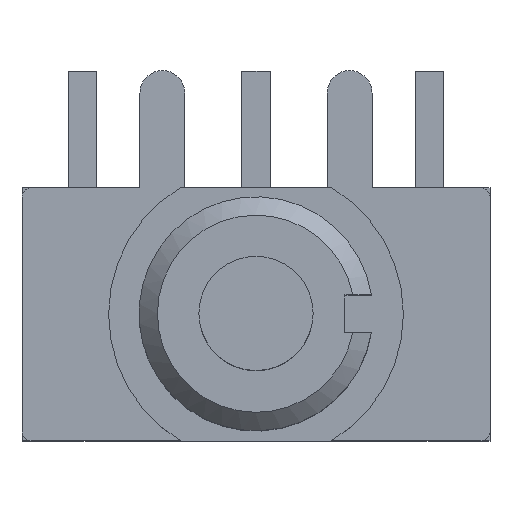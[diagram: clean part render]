
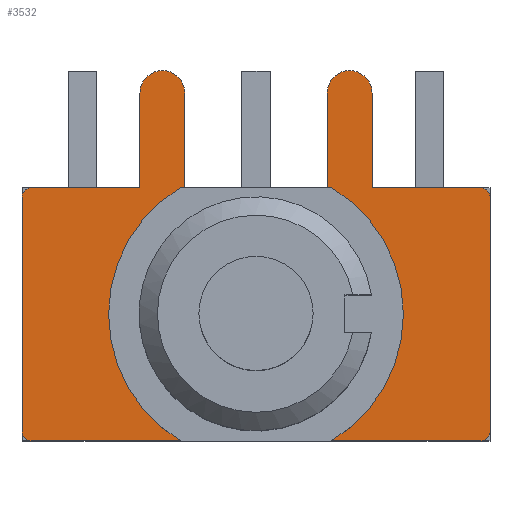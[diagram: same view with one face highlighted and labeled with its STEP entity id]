
A CAD part, top view. The second image highlights one B-rep face of the part: STEP entity #3532.
In plain terms, the highlighted planar face has unit normal (0, 0, 1).
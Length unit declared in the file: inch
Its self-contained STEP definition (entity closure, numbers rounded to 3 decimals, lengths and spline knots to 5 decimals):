
#200=PLANE('',#3882);
#404=FACE_OUTER_BOUND('',#613,.T.);
#613=EDGE_LOOP('',(#3254,#3255,#3256,#3257,#3258,#3259,#3260,#3261,#3262,
#3263,#3264,#3265,#3266,#3267,#3268,#3269));
#958=LINE('',#5843,#1334);
#971=LINE('',#5881,#1347);
#974=LINE('',#5889,#1350);
#976=LINE('',#5895,#1352);
#978=LINE('',#5899,#1354);
#981=LINE('',#5907,#1357);
#983=LINE('',#5911,#1359);
#985=LINE('',#5915,#1361);
#988=LINE('',#5923,#1364);
#989=LINE('',#5925,#1365);
#1334=VECTOR('',#4823,0.3937);
#1347=VECTOR('',#4854,0.3937);
#1350=VECTOR('',#4863,0.3937);
#1352=VECTOR('',#4871,0.3937);
#1354=VECTOR('',#4875,0.3937);
#1357=VECTOR('',#4884,0.3937);
#1359=VECTOR('',#4888,0.3937);
#1361=VECTOR('',#4892,0.3937);
#1364=VECTOR('',#4901,0.3937);
#1365=VECTOR('',#4904,0.3937);
#1454=CIRCLE('',#3855,0.00984);
#1460=CIRCLE('',#3864,0.00984);
#1461=CIRCLE('',#3867,0.00984);
#1462=CIRCLE('',#3870,0.00984);
#1463=CIRCLE('',#3874,0.02402);
#1464=CIRCLE('',#3879,0.02402);
#1749=VERTEX_POINT('',#5833);
#1750=VERTEX_POINT('',#5835);
#1752=VERTEX_POINT('',#5841);
#1766=VERTEX_POINT('',#5873);
#1767=VERTEX_POINT('',#5875);
#1768=VERTEX_POINT('',#5879);
#1769=VERTEX_POINT('',#5883);
#1770=VERTEX_POINT('',#5887);
#1771=VERTEX_POINT('',#5891);
#1772=VERTEX_POINT('',#5897);
#1773=VERTEX_POINT('',#5901);
#1774=VERTEX_POINT('',#5905);
#1775=VERTEX_POINT('',#5909);
#1776=VERTEX_POINT('',#5913);
#1777=VERTEX_POINT('',#5917);
#1778=VERTEX_POINT('',#5921);
#2230=EDGE_CURVE('',#1749,#1750,#1454,.T.);
#2234=EDGE_CURVE('',#1752,#1749,#958,.T.);
#2250=EDGE_CURVE('',#1766,#1767,#1460,.T.);
#2253=EDGE_CURVE('',#1768,#1766,#971,.T.);
#2255=EDGE_CURVE('',#1769,#1752,#1461,.T.);
#2257=EDGE_CURVE('',#1770,#1769,#974,.T.);
#2259=EDGE_CURVE('',#1771,#1770,#1462,.T.);
#2260=EDGE_CURVE('',#1767,#1771,#976,.T.);
#2262=EDGE_CURVE('',#1772,#1768,#978,.T.);
#2264=EDGE_CURVE('',#1773,#1772,#1463,.T.);
#2266=EDGE_CURVE('',#1774,#1773,#981,.T.);
#2268=EDGE_CURVE('',#1775,#1774,#983,.T.);
#2270=EDGE_CURVE('',#1776,#1775,#985,.T.);
#2272=EDGE_CURVE('',#1777,#1776,#1464,.T.);
#2274=EDGE_CURVE('',#1778,#1777,#988,.T.);
#2275=EDGE_CURVE('',#1750,#1778,#989,.T.);
#3254=ORIENTED_EDGE('',*,*,#2230,.F.);
#3255=ORIENTED_EDGE('',*,*,#2234,.F.);
#3256=ORIENTED_EDGE('',*,*,#2255,.F.);
#3257=ORIENTED_EDGE('',*,*,#2257,.F.);
#3258=ORIENTED_EDGE('',*,*,#2259,.F.);
#3259=ORIENTED_EDGE('',*,*,#2260,.F.);
#3260=ORIENTED_EDGE('',*,*,#2250,.F.);
#3261=ORIENTED_EDGE('',*,*,#2253,.F.);
#3262=ORIENTED_EDGE('',*,*,#2262,.F.);
#3263=ORIENTED_EDGE('',*,*,#2264,.F.);
#3264=ORIENTED_EDGE('',*,*,#2266,.F.);
#3265=ORIENTED_EDGE('',*,*,#2268,.F.);
#3266=ORIENTED_EDGE('',*,*,#2270,.F.);
#3267=ORIENTED_EDGE('',*,*,#2272,.F.);
#3268=ORIENTED_EDGE('',*,*,#2274,.F.);
#3269=ORIENTED_EDGE('',*,*,#2275,.F.);
#3532=ADVANCED_FACE('',(#404),#200,.F.);
#3855=AXIS2_PLACEMENT_3D('',#5836,#4816,#4817);
#3864=AXIS2_PLACEMENT_3D('',#5876,#4848,#4849);
#3867=AXIS2_PLACEMENT_3D('',#5885,#4858,#4859);
#3870=AXIS2_PLACEMENT_3D('',#5893,#4867,#4868);
#3874=AXIS2_PLACEMENT_3D('',#5903,#4879,#4880);
#3879=AXIS2_PLACEMENT_3D('',#5919,#4896,#4897);
#3882=AXIS2_PLACEMENT_3D('',#5926,#4905,#4906);
#4816=DIRECTION('center_axis',(0.,0.,
-1.));
#4817=DIRECTION('ref_axis',(-0.707,0.707,0.));
#4823=DIRECTION('',(0.,1.,0.));
#4848=DIRECTION('center_axis',(0.,0.,
-1.));
#4849=DIRECTION('ref_axis',(0.707,0.707,0.));
#4854=DIRECTION('',(1.,0.,0.));
#4858=DIRECTION('center_axis',(0.,0.,
-1.));
#4859=DIRECTION('ref_axis',(-0.707,-0.707,0.));
#4863=DIRECTION('',(-1.,0.,0.));
#4867=DIRECTION('center_axis',(0.,0.,
-1.));
#4868=DIRECTION('ref_axis',(0.707,-0.707,0.));
#4871=DIRECTION('',(0.,-1.,0.));
#4875=DIRECTION('',(0.,-1.,0.));
#4879=DIRECTION('center_axis',(0.,0.,
-1.));
#4880=DIRECTION('ref_axis',(-1.,0.,0.));
#4884=DIRECTION('',(0.,1.,0.));
#4888=DIRECTION('',(1.,0.,0.));
#4892=DIRECTION('',(0.,-1.,0.));
#4896=DIRECTION('center_axis',(0.,0.,
-1.));
#4897=DIRECTION('ref_axis',(-1.,0.,0.));
#4901=DIRECTION('',(0.,1.,0.));
#4904=DIRECTION('',(1.,0.,0.));
#4905=DIRECTION('center_axis',(0.,0.,
-1.));
#4906=DIRECTION('ref_axis',(0.,-1.,0.));
#5833=CARTESIAN_POINT('',(-0.25,0.1252,0.43071));
#5835=CARTESIAN_POINT('',(-0.24016,0.13504,0.43071));
#5836=CARTESIAN_POINT('Origin',(-0.24016,0.1252,0.43071));
#5841=CARTESIAN_POINT('',(-0.25,-0.1252,0.43071));
#5843=CARTESIAN_POINT('',(-0.25,-0.13504,0.43071));
#5873=CARTESIAN_POINT('',(0.24016,0.13504,0.43071));
#5875=CARTESIAN_POINT('',(0.25,0.1252,0.43071));
#5876=CARTESIAN_POINT('Origin',(0.24016,0.1252,0.43071));
#5879=CARTESIAN_POINT('',(0.12402,0.13504,0.43071));
#5881=CARTESIAN_POINT('',(0.12402,0.13504,0.43071));
#5883=CARTESIAN_POINT('',(-0.24016,-0.13504,0.43071));
#5885=CARTESIAN_POINT('Origin',(-0.24016,-0.1252,0.43071));
#5887=CARTESIAN_POINT('',(0.24016,-0.13504,0.43071));
#5889=CARTESIAN_POINT('',(0.25,-0.13504,0.43071));
#5891=CARTESIAN_POINT('',(0.25,-0.1252,0.43071));
#5893=CARTESIAN_POINT('Origin',(0.24016,-0.1252,0.43071));
#5895=CARTESIAN_POINT('',(0.25,0.13504,0.43071));
#5897=CARTESIAN_POINT('',(0.12402,0.23622,0.43071));
#5899=CARTESIAN_POINT('',(0.12402,0.23622,0.43071));
#5901=CARTESIAN_POINT('',(0.07598,0.23622,0.43071));
#5903=CARTESIAN_POINT('Origin',(0.1,0.23622,0.43071));
#5905=CARTESIAN_POINT('',(0.07598,0.13504,0.43071));
#5907=CARTESIAN_POINT('',(0.07598,0.13504,0.43071));
#5909=CARTESIAN_POINT('',(-0.07598,0.13504,0.43071));
#5911=CARTESIAN_POINT('',(-0.07598,0.13504,0.43071));
#5913=CARTESIAN_POINT('',(-0.07598,0.23622,0.43071));
#5915=CARTESIAN_POINT('',(-0.07598,0.23622,0.43071));
#5917=CARTESIAN_POINT('',(-0.12402,0.23622,0.43071));
#5919=CARTESIAN_POINT('Origin',(-0.1,0.23622,0.43071));
#5921=CARTESIAN_POINT('',(-0.12402,0.13504,0.43071));
#5923=CARTESIAN_POINT('',(-0.12402,0.13504,0.43071));
#5925=CARTESIAN_POINT('',(-0.25,0.13504,0.43071));
#5926=CARTESIAN_POINT('Origin',(0.,0.04995,
0.43071));
